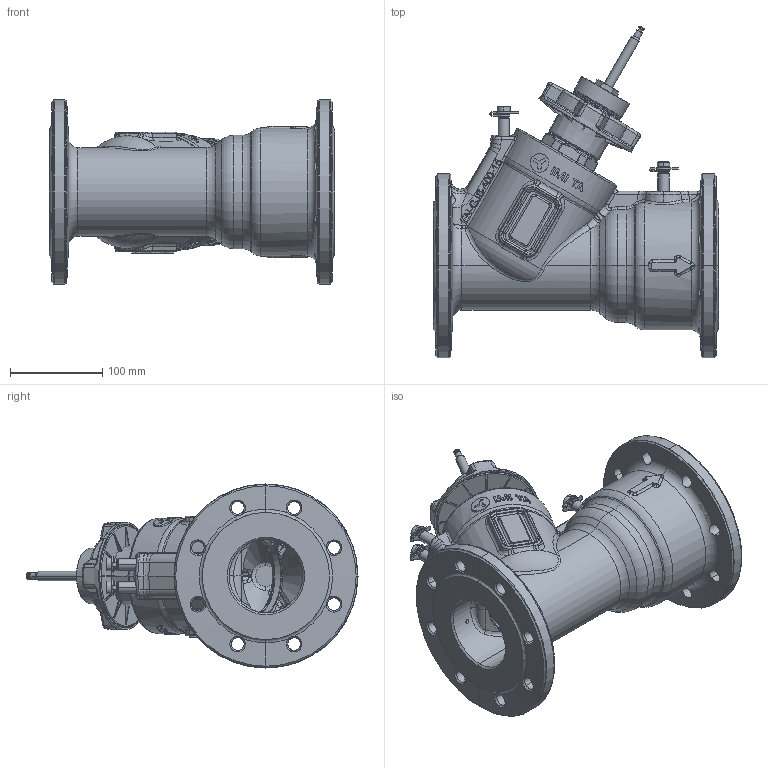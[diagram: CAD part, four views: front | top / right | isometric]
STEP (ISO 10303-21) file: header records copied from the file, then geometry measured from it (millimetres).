
FILE_DESCRIPTION (( 'STEP AP203' ), '1' );
FILE_NAME ('TA-MODULATOR DN80.step', '2016-10-10T10:39:02', ( 'Uporabnik' ), ( 'Hewlett-Packard Company' ), 'SwSTEP 2.0', 'SolidWorks 2015', '' );
FILE_SCHEMA (( 'CONFIG_CONTROL_DESIGN' ));
Length unit declared in the file: millimetre
Products named in the file (1): TA-MODULATOR DN80
Bounding box: 310 x 360.5 x 200 mm (x, y, z)
Surface area: 396329.1 mm2 (no closed solid volume)
Topology: 0 solids, 34 shells, 1788 faces, 5962 edges, 4011 vertices
Faces by surface type: bspline 496, plane 492, cylinder 359, cone 216, torus 180, sphere 45
Entity records: 95927 total; most frequent: CARTESIAN_POINT 49839, ORIENTED_EDGE 9872, DIRECTION 8155, EDGE_CURVE 5901, VERTEX_POINT 4007, AXIS2_PLACEMENT_3D 3043, VECTOR 2069, LINE 2069
